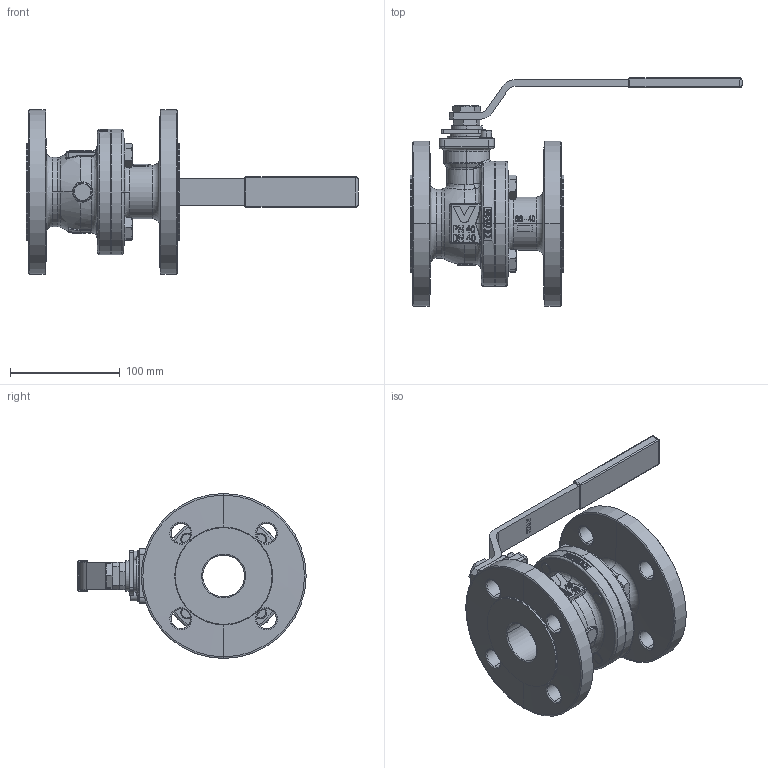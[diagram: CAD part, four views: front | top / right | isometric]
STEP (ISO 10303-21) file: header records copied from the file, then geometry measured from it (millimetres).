
FILE_DESCRIPTION (( 'STEP AP203' ), '1' );
FILE_NAME ('76000008.STEP', '2012-06-26T07:12:30', ( 'Xeon' ), ( '' ), 'SwSTEP 2.0', 'SolidWorks 2010', '' );
FILE_SCHEMA (( 'CONFIG_CONTROL_DESIGN' ));
Products named in the file (1): 76000008
Bounding box: 302 x 207.6 x 150 mm (x, y, z)
Volume: 1016278.6 mm3; surface area: 209324 mm2
Topology: 2 solids, 2 shells, 1156 faces, 2941 edges, 1856 vertices
Faces by surface type: bspline 375, plane 369, cylinder 219, cone 189, torus 4
Entity records: 89326 total; most frequent: CARTESIAN_POINT 64311, ORIENTED_EDGE 5830, DIRECTION 4230, EDGE_CURVE 2915, VERTEX_POINT 1856, AXIS2_PLACEMENT_3D 1560, EDGE_LOOP 1287, FACE_OUTER_BOUND 1156
